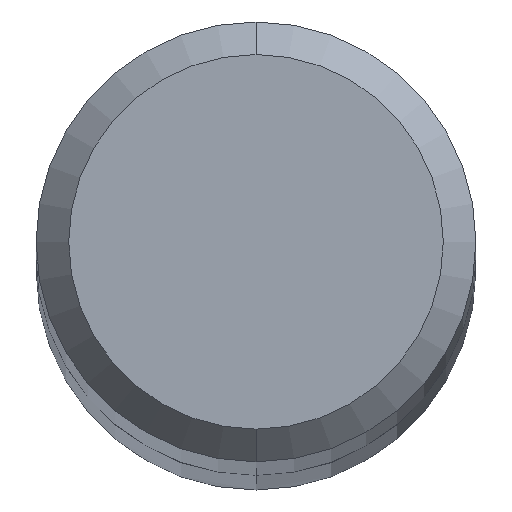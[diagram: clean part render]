
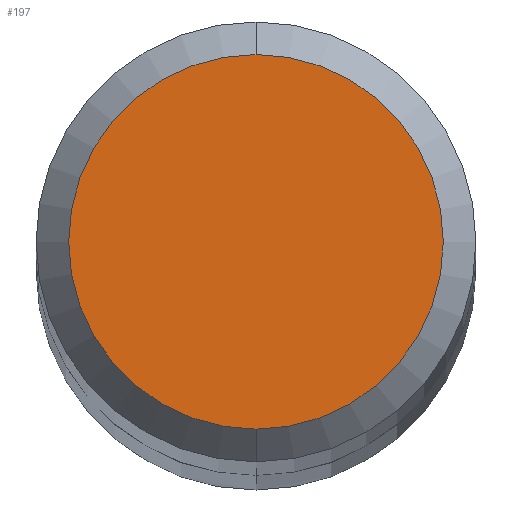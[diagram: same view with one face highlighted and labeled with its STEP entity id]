
A CAD part, top view. The second image highlights one B-rep face of the part: STEP entity #197.
In plain terms, the highlighted planar face has unit normal (0, 0, 1).
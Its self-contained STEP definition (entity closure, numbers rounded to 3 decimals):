
#189=EDGE_CURVE('',#257,#289,#452,.T.);
#197=ADVANCED_FACE('',(#461),#462,.T.);
#257=VERTEX_POINT('',#528);
#271=EDGE_CURVE('',#289,#257,#544,.T.);
#289=VERTEX_POINT('',#563);
#452=CIRCLE('',#826,2.3);
#461=FACE_OUTER_BOUND('',#835,.T.);
#462=PLANE('',#836);
#528=CARTESIAN_POINT('',(0.,-2.3,93.0));
#544=CIRCLE('',#996,2.3);
#563=CARTESIAN_POINT('',(0.0,2.3,93.0));
#826=AXIS2_PLACEMENT_3D('',#1310,#1311,#1312);
#835=EDGE_LOOP('',(#1322,#1323));
#836=AXIS2_PLACEMENT_3D('',#1324,#1325,#1326);
#996=AXIS2_PLACEMENT_3D('',#1421,#1422,#1423);
#1310=CARTESIAN_POINT('',(0.0,0.0,93.0));
#1311=DIRECTION('',(0.0,0.0,-1.0));
#1312=DIRECTION('',(0.0,1.0,0.0));
#1322=ORIENTED_EDGE('',*,*,#271,.F.);
#1323=ORIENTED_EDGE('',*,*,#189,.F.);
#1324=CARTESIAN_POINT('',(0.0,1.15,93.0));
#1325=DIRECTION('',(-0.0,0.0,1.0));
#1326=DIRECTION('',(0.0,-1.0,0.0));
#1421=CARTESIAN_POINT('',(0.0,0.0,93.0));
#1422=DIRECTION('',(0.0,0.0,-1.0));
#1423=DIRECTION('',(0.0,1.0,0.0));
